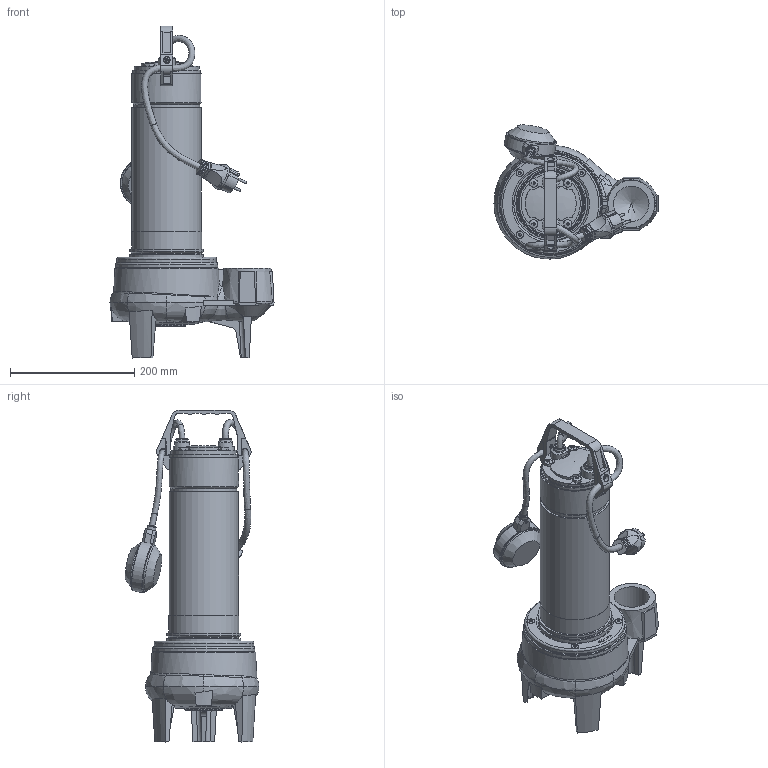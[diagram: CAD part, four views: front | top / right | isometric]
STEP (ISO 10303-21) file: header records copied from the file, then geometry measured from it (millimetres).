
FILE_DESCRIPTION(('STEP AP203'),'2;1');
FILE_NAME('4_93_501_07_REV00.stp','2014-10-31T09:46:04',(''),(''),'2014.1.117','THINKDESIGN','');
FILE_SCHEMA(('CONFIG_CONTROL_DESIGN'));
Length unit declared in the file: millimetre
Products named in the file (14): 3_65_417_semplificato; 3_65_405_semplificato; 3_92_153_L315_semplificato; M6x35_UNI_5933; 3_92_128_semplificato_fori2; 4_92_125_semplificato; 4_92_127-L22_semplificato; 3_92_151_semplificato; 3_92_152-11_5_semplificato; Spina CEE 7-7 schuko; MAC3_small 2C+T_GM10_467264_1; Vite_TCB_M5x201; 1_65_104_semplificato; top
Assembly tree (22 placements, depth 2):
  top
    3_65_417_semplificato
    3_65_405_semplificato
    3_92_153_L315_semplificato
    M6x35_UNI_5933  x4
    3_92_128_semplificato_fori2
    4_92_125_semplificato  x4
    4_92_127-L22_semplificato  x2
    3_92_151_semplificato
    3_92_152-11_5_semplificato  x2
    Spina CEE 7-7 schuko
    MAC3_small 2C+T_GM10_467264_1
    Vite_TCB_M5x201  x2
    1_65_104_semplificato
Bounding box: 264.5 x 215.97 x 535.2 mm (x, y, z)
Volume: 6259994.9 mm3; surface area: 500952.1 mm2
Topology: 29 solids, 29 shells, 1011 faces, 2803 edges, 1902 vertices
Faces by surface type: plane 585, bspline 233, cylinder 193
Full cylindrical faces by diameter (mm): 3.976 x1, 4 x2, 4.2 x2, 5 x5, 5.5 x2, 6 x20, 6.6 x2, 9 x1, 10 x2, 10.5 x2, 11 x3, 12 x4, 13.915 x1, 20 x2, 20.3 x2, 22 x2, 27.9 x2, 37 x1, 50 x1, 57 x1, 75.537 x2, 81 x1, 95.5 x1, 102 x1, 105 x1, 106 x1, 112 x2, 112.5 x1, 113 x1, 118.7 x2
Entity records: 42885 total; most frequent: CARTESIAN_POINT 20827, ORIENTED_EDGE 4346, DIRECTION 3941, EDGE_CURVE 2173, VERTEX_POINT 1466, AXIS2_PLACEMENT_3D 1430, VECTOR 1081, LINE 1081
